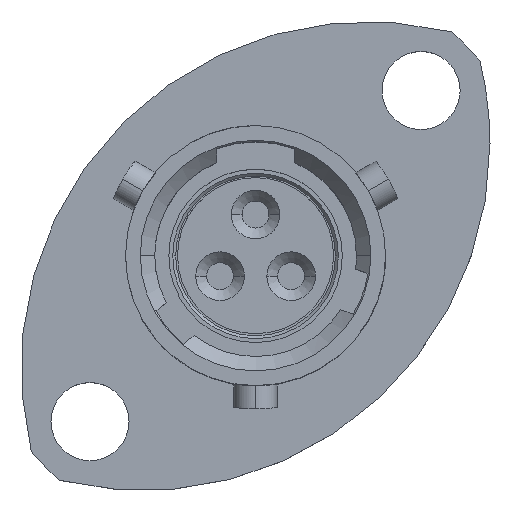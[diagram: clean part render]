
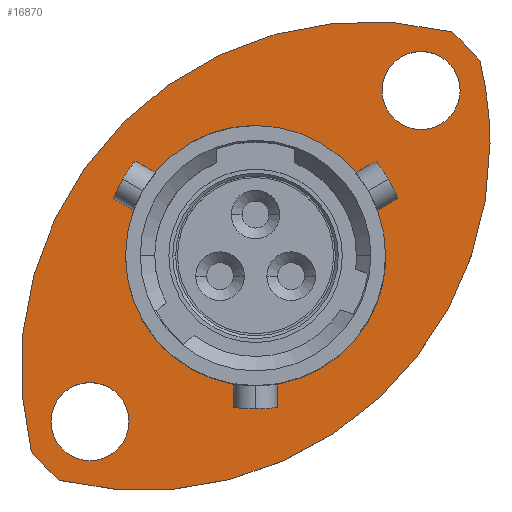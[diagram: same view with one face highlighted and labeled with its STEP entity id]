
A CAD part, top view. The second image highlights one B-rep face of the part: STEP entity #16870.
In plain terms, the highlighted planar face has unit normal (0, 0, 1).
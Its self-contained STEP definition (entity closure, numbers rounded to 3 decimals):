
#23 = CIRCLE ( 'NONE', #12056, 1.35 ) ;
#127 = ORIENTED_EDGE ( 'NONE', *, *, #2561, .F. ) ;
#369 = DIRECTION ( 'NONE',  ( 1., 0., 0. ) ) ;
#414 = ORIENTED_EDGE ( 'NONE', *, *, #8655, .T. ) ;
#740 = DIRECTION ( 'NONE',  ( 0., 0., 1. ) ) ;
#1432 = VERTEX_POINT ( 'NONE', #9176 ) ;
#1528 = AXIS2_PLACEMENT_3D ( 'NONE', #13255, #5934, #13139 ) ;
#1563 = ORIENTED_EDGE ( 'NONE', *, *, #8771, .F. ) ;
#1883 = EDGE_LOOP ( 'NONE', ( #414, #6550, #11748, #6311, #127 ) ) ;
#2262 = CARTESIAN_POINT ( 'NONE',  ( 0., 0., -9. ) ) ;
#2370 = CIRCLE ( 'NONE', #4085, 4.5 ) ;
#2503 = VERTEX_POINT ( 'NONE', #10330 ) ;
#2561 = EDGE_CURVE ( 'NONE', #5732, #9254, #5086, .T. ) ;
#2809 = EDGE_CURVE ( 'NONE', #17567, #2503, #10085, .T. ) ;
#2859 = PLANE ( 'NONE',  #8240 ) ;
#2925 = CARTESIAN_POINT ( 'NONE',  ( 0., 4.5, -9. ) ) ;
#3671 = DIRECTION ( 'NONE',  ( 1., 0., 0. ) ) ;
#4085 = AXIS2_PLACEMENT_3D ( 'NONE', #2262, #11985, #3671 ) ;
#4169 = ORIENTED_EDGE ( 'NONE', *, *, #13851, .F. ) ;
#4285 = VERTEX_POINT ( 'NONE', #15112 ) ;
#4334 = DIRECTION ( 'NONE',  ( -1., 0., 0. ) ) ;
#4562 = DIRECTION ( 'NONE',  ( 0., 0., 1. ) ) ;
#4878 = CIRCLE ( 'NONE', #10553, 10.3 ) ;
#4883 = CARTESIAN_POINT ( 'NONE',  ( -5.728, -5.728, -9. ) ) ;
#5086 = CIRCLE ( 'NONE', #17862, 12. ) ;
#5296 = DIRECTION ( 'NONE',  ( 0., 0., -1. ) ) ;
#5462 = ORIENTED_EDGE ( 'NONE', *, *, #2809, .F. ) ;
#5568 = CARTESIAN_POINT ( 'NONE',  ( -7.759, -6.774, -9. ) ) ;
#5688 = CIRCLE ( 'NONE', #9122, 1.35 ) ;
#5732 = VERTEX_POINT ( 'NONE', #5568 ) ;
#5804 = FACE_OUTER_BOUND ( 'NONE', #1883, .T. ) ;
#5925 = VERTEX_POINT ( 'NONE', #13504 ) ;
#5934 = DIRECTION ( 'NONE',  ( 0., 0., -1. ) ) ;
#6131 = CIRCLE ( 'NONE', #16970, 1.35 ) ;
#6183 = ORIENTED_EDGE ( 'NONE', *, *, #13395, .F. ) ;
#6250 = FACE_BOUND ( 'NONE', #13177, .T. ) ;
#6291 = DIRECTION ( 'NONE',  ( 1., 0., 0. ) ) ;
#6311 = ORIENTED_EDGE ( 'NONE', *, *, #12031, .T. ) ;
#6329 = VERTEX_POINT ( 'NONE', #11266 ) ;
#6461 = DIRECTION ( 'NONE',  ( 1., 0., 0. ) ) ;
#6525 = DIRECTION ( 'NONE',  ( 0., 0., 1. ) ) ;
#6550 = ORIENTED_EDGE ( 'NONE', *, *, #7423, .F. ) ;
#6574 = CARTESIAN_POINT ( 'NONE',  ( 0., 0., -9. ) ) ;
#6710 = CIRCLE ( 'NONE', #18040, 12. ) ;
#7256 = CARTESIAN_POINT ( 'NONE',  ( -4.378, -5.728, -9. ) ) ;
#7393 = DIRECTION ( 'NONE',  ( 1., 0., 0. ) ) ;
#7423 = EDGE_CURVE ( 'NONE', #1432, #9404, #11302, .T. ) ;
#7452 = DIRECTION ( 'NONE',  ( 0., 0., 1. ) ) ;
#7469 = CARTESIAN_POINT ( 'NONE',  ( 5.728, 5.728, -9. ) ) ;
#7540 = CARTESIAN_POINT ( 'NONE',  ( 4.5, 0., -9. ) ) ;
#7971 = CIRCLE ( 'NONE', #17300, 10.3 ) ;
#8240 = AXIS2_PLACEMENT_3D ( 'NONE', #2925, #12620, #4334 ) ;
#8655 = EDGE_CURVE ( 'NONE', #5732, #9404, #4878, .T. ) ;
#8713 = DIRECTION ( 'NONE',  ( 0., 0., 1. ) ) ;
#8771 = EDGE_CURVE ( 'NONE', #5925, #6329, #23, .T. ) ;
#9066 = CARTESIAN_POINT ( 'NONE',  ( 5.728, 5.728, -9. ) ) ;
#9122 = AXIS2_PLACEMENT_3D ( 'NONE', #4883, #14582, #6291 ) ;
#9176 = CARTESIAN_POINT ( 'NONE',  ( 8.111, 3.889, -9. ) ) ;
#9254 = VERTEX_POINT ( 'NONE', #16527 ) ;
#9404 = VERTEX_POINT ( 'NONE', #12518 ) ;
#9484 = FACE_BOUND ( 'NONE', #15461, .T. ) ;
#9706 = EDGE_LOOP ( 'NONE', ( #6183, #1563 ) ) ;
#10085 = CIRCLE ( 'NONE', #16423, 4.5 ) ;
#10258 = DIRECTION ( 'NONE',  ( 1., 0., 0. ) ) ;
#10277 = DIRECTION ( 'NONE',  ( 0., 0., 1. ) ) ;
#10297 = CARTESIAN_POINT ( 'NONE',  ( 0., 0., -9. ) ) ;
#10330 = CARTESIAN_POINT ( 'NONE',  ( -4.5, 0., -9. ) ) ;
#10484 = DIRECTION ( 'NONE',  ( 1., 0., 0. ) ) ;
#10553 = AXIS2_PLACEMENT_3D ( 'NONE', #10297, #10277, #10258 ) ;
#11243 = EDGE_CURVE ( 'NONE', #14708, #15455, #5688, .T. ) ;
#11266 = CARTESIAN_POINT ( 'NONE',  ( 7.078, 5.728, -9. ) ) ;
#11302 = CIRCLE ( 'NONE', #1528, 12. ) ;
#11748 = ORIENTED_EDGE ( 'NONE', *, *, #13963, .F. ) ;
#11985 = DIRECTION ( 'NONE',  ( 0., 0., 1. ) ) ;
#12031 = EDGE_CURVE ( 'NONE', #4285, #9254, #7971, .T. ) ;
#12056 = AXIS2_PLACEMENT_3D ( 'NONE', #7469, #7452, #7393 ) ;
#12518 = CARTESIAN_POINT ( 'NONE',  ( -6.774, -7.759, -9. ) ) ;
#12620 = DIRECTION ( 'NONE',  ( 0., 0., -1. ) ) ;
#12849 = CARTESIAN_POINT ( 'NONE',  ( 0., 0., -9. ) ) ;
#13139 = DIRECTION ( 'NONE',  ( 1., 0., 0. ) ) ;
#13177 = EDGE_LOOP ( 'NONE', ( #17459, #16130 ) ) ;
#13181 = FACE_BOUND ( 'NONE', #9706, .T. ) ;
#13255 = CARTESIAN_POINT ( 'NONE',  ( -3.889, 3.889, -9. ) ) ;
#13291 = EDGE_CURVE ( 'NONE', #15455, #14708, #6131, .T. ) ;
#13395 = EDGE_CURVE ( 'NONE', #6329, #5925, #16528, .T. ) ;
#13504 = CARTESIAN_POINT ( 'NONE',  ( 4.378, 5.728, -9. ) ) ;
#13580 = CARTESIAN_POINT ( 'NONE',  ( -3.889, 3.889, -9. ) ) ;
#13851 = EDGE_CURVE ( 'NONE', #2503, #17567, #2370, .T. ) ;
#13963 = EDGE_CURVE ( 'NONE', #4285, #1432, #6710, .T. ) ;
#14237 = DIRECTION ( 'NONE',  ( 1., 0., 0. ) ) ;
#14582 = DIRECTION ( 'NONE',  ( 0., 0., 1. ) ) ;
#14708 = VERTEX_POINT ( 'NONE', #16674 ) ;
#14765 = AXIS2_PLACEMENT_3D ( 'NONE', #9066, #740, #10484 ) ;
#15005 = DIRECTION ( 'NONE',  ( 1., 0., 0. ) ) ;
#15112 = CARTESIAN_POINT ( 'NONE',  ( 7.759, 6.774, -9. ) ) ;
#15455 = VERTEX_POINT ( 'NONE', #7256 ) ;
#15461 = EDGE_LOOP ( 'NONE', ( #5462, #4169 ) ) ;
#16130 = ORIENTED_EDGE ( 'NONE', *, *, #11243, .F. ) ;
#16423 = AXIS2_PLACEMENT_3D ( 'NONE', #6574, #6525, #6461 ) ;
#16527 = CARTESIAN_POINT ( 'NONE',  ( 6.774, 7.759, -9. ) ) ;
#16528 = CIRCLE ( 'NONE', #14765, 1.35 ) ;
#16674 = CARTESIAN_POINT ( 'NONE',  ( -7.078, -5.728, -9. ) ) ;
#16870 = ADVANCED_FACE ( 'NONE', ( #6250, #13181, #9484, #5804 ), #2859, .F. ) ;
#16970 = AXIS2_PLACEMENT_3D ( 'NONE', #17033, #8713, #369 ) ;
#17033 = CARTESIAN_POINT ( 'NONE',  ( -5.728, -5.728, -9. ) ) ;
#17300 = AXIS2_PLACEMENT_3D ( 'NONE', #12849, #4562, #14237 ) ;
#17459 = ORIENTED_EDGE ( 'NONE', *, *, #13291, .F. ) ;
#17467 = DIRECTION ( 'NONE',  ( 1., 0., 0. ) ) ;
#17567 = VERTEX_POINT ( 'NONE', #7540 ) ;
#17836 = DIRECTION ( 'NONE',  ( 0., 0., -1. ) ) ;
#17862 = AXIS2_PLACEMENT_3D ( 'NONE', #17903, #17836, #17467 ) ;
#17903 = CARTESIAN_POINT ( 'NONE',  ( 3.889, -3.889, -9. ) ) ;
#18040 = AXIS2_PLACEMENT_3D ( 'NONE', #13580, #5296, #15005 ) ;
